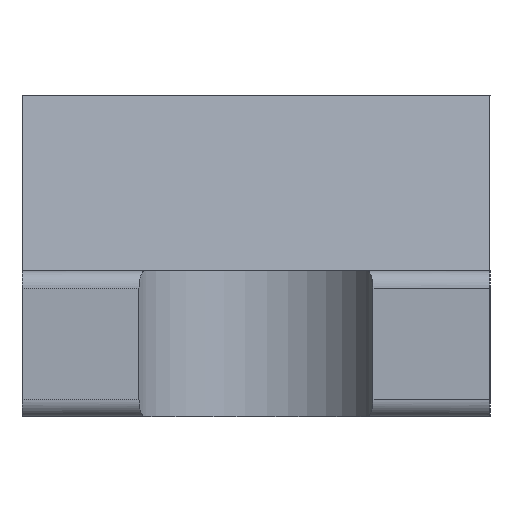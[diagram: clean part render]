
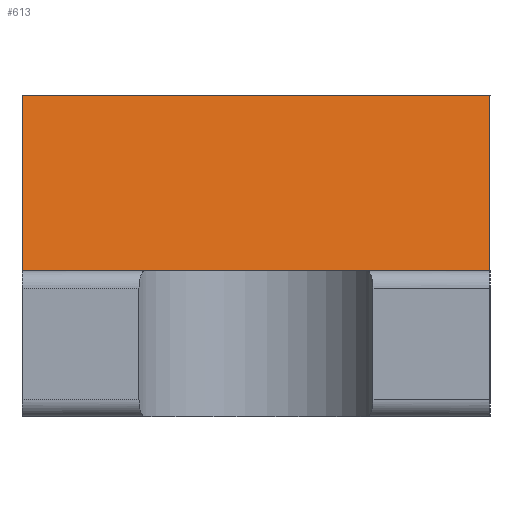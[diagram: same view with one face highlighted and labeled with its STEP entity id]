
A CAD part, left-side view. The second image highlights one B-rep face of the part: STEP entity #613.
In plain terms, the highlighted planar face has unit normal (-0.989, 0, 0.15).
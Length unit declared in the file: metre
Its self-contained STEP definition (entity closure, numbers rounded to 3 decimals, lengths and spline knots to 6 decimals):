
#220=ORIENTED_EDGE('',*,*,#304,.T.);
#221=ORIENTED_EDGE('',*,*,#307,.T.);
#222=ORIENTED_EDGE('',*,*,#314,.F.);
#223=ORIENTED_EDGE('',*,*,#310,.F.);
#304=EDGE_CURVE('',#367,#368,#423,.F.);
#307=EDGE_CURVE('',#368,#369,#424,.T.);
#310=EDGE_CURVE('',#367,#371,#427,.T.);
#314=EDGE_CURVE('',#371,#369,#431,.T.);
#367=VERTEX_POINT('',#1109);
#368=VERTEX_POINT('',#1110);
#369=VERTEX_POINT('',#1115);
#371=VERTEX_POINT('',#1121);
#423=LINE('',#1108,#482);
#424=LINE('',#1114,#483);
#427=LINE('',#1120,#486);
#431=LINE('',#1128,#490);
#482=VECTOR('',#873,1.);
#483=VECTOR('',#880,1.);
#486=VECTOR('',#885,1.);
#490=VECTOR('',#893,1.);
#522=EDGE_LOOP('',(#220,#221,#222,#223));
#555=FACE_BOUND('',#522,.T.);
#573=PLANE('',#729);
#613=ADVANCED_FACE('',(#555),#573,.T.);
#729=AXIS2_PLACEMENT_3D('',#1127,#891,#892);
#873=DIRECTION('',(0.,1.,0.));
#880=DIRECTION('',(0.15,0.,0.989));
#885=DIRECTION('',(0.15,0.,0.989));
#891=DIRECTION('',(-0.989,0.,0.15));
#892=DIRECTION('',(0.15,0.,0.989));
#893=DIRECTION('',(0.,-1.,0.));
#1108=CARTESIAN_POINT('',(-0.001001,-0.0008,0.000431));
#1109=CARTESIAN_POINT('',(-0.001,0.0008,0.000437));
#1110=CARTESIAN_POINT('',(-0.001,-0.0008,0.000437));
#1114=CARTESIAN_POINT('',(-0.00093,-0.0008,0.000898));
#1115=CARTESIAN_POINT('',(-0.000899,-0.0008,0.0011));
#1120=CARTESIAN_POINT('',(-0.00093,0.0008,0.000898));
#1121=CARTESIAN_POINT('',(-0.000899,0.0008,0.0011));
#1127=CARTESIAN_POINT('',(-0.000999,0.0008,0.00044));
#1128=CARTESIAN_POINT('',(-0.000899,0.0008,0.0011));
